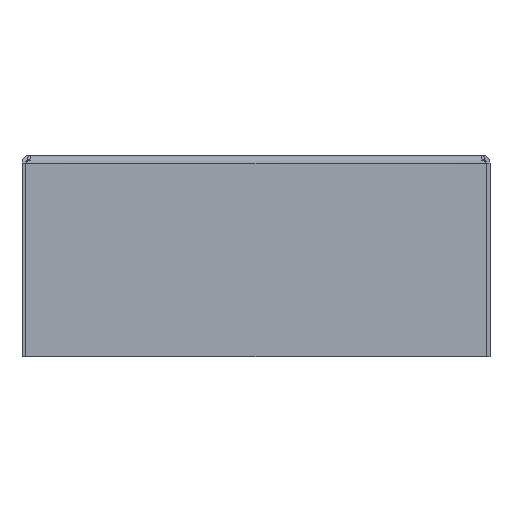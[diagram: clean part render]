
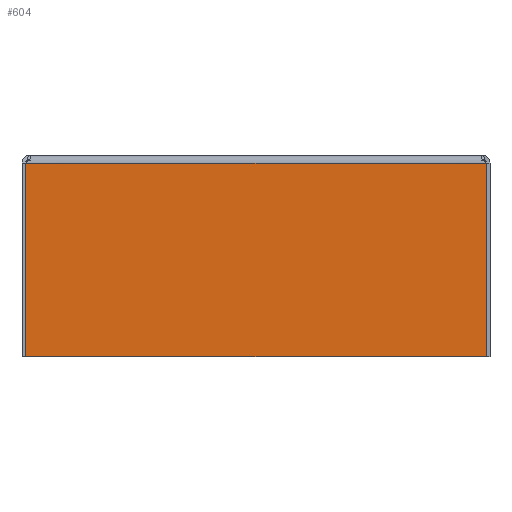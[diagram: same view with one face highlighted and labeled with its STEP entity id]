
A CAD part, front view. The second image highlights one B-rep face of the part: STEP entity #604.
In plain terms, the highlighted planar face has unit normal (0, -1, 0).
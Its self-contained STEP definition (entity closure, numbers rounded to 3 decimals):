
#104=PLANE('',#658);
#130=FACE_OUTER_BOUND('',#168,.T.);
#168=EDGE_LOOP('',(#476,#477,#478,#479));
#207=LINE('',#1149,#253);
#208=LINE('',#1151,#254);
#209=LINE('',#1153,#255);
#210=LINE('',#1154,#256);
#253=VECTOR('',#713,10.);
#254=VECTOR('',#714,10.);
#255=VECTOR('',#715,10.);
#256=VECTOR('',#716,10.);
#322=VERTEX_POINT('',#1147);
#323=VERTEX_POINT('',#1148);
#324=VERTEX_POINT('',#1150);
#325=VERTEX_POINT('',#1152);
#379=EDGE_CURVE('',#322,#323,#207,.T.);
#380=EDGE_CURVE('',#322,#324,#208,.T.);
#381=EDGE_CURVE('',#325,#324,#209,.T.);
#382=EDGE_CURVE('',#323,#325,#210,.T.);
#476=ORIENTED_EDGE('',*,*,#379,.F.);
#477=ORIENTED_EDGE('',*,*,#380,.T.);
#478=ORIENTED_EDGE('',*,*,#381,.F.);
#479=ORIENTED_EDGE('',*,*,#382,.F.);
#604=ADVANCED_FACE('',(#130),#104,.T.);
#658=AXIS2_PLACEMENT_3D('',#1146,#711,#712);
#711=DIRECTION('center_axis',(0.,-1.,0.));
#712=DIRECTION('ref_axis',(1.,0.,0.));
#713=DIRECTION('',(0.,0.,-1.));
#714=DIRECTION('',(-1.,0.,0.));
#715=DIRECTION('',(0.,0.,1.));
#716=DIRECTION('',(-1.,0.,0.));
#1146=CARTESIAN_POINT('Origin',(0.,-249.5,21.608));
#1147=CARTESIAN_POINT('',(50.165,-249.5,42.));
#1148=CARTESIAN_POINT('',(50.165,-249.5,-0.2));
#1149=CARTESIAN_POINT('',(50.165,-249.5,42.));
#1150=CARTESIAN_POINT('',(-50.165,-249.5,42.));
#1151=CARTESIAN_POINT('',(0.,-249.5,42.));
#1152=CARTESIAN_POINT('',(-50.165,-249.5,-0.2));
#1153=CARTESIAN_POINT('',(-50.165,-249.5,42.));
#1154=CARTESIAN_POINT('',(50.165,-249.5,-0.2));
